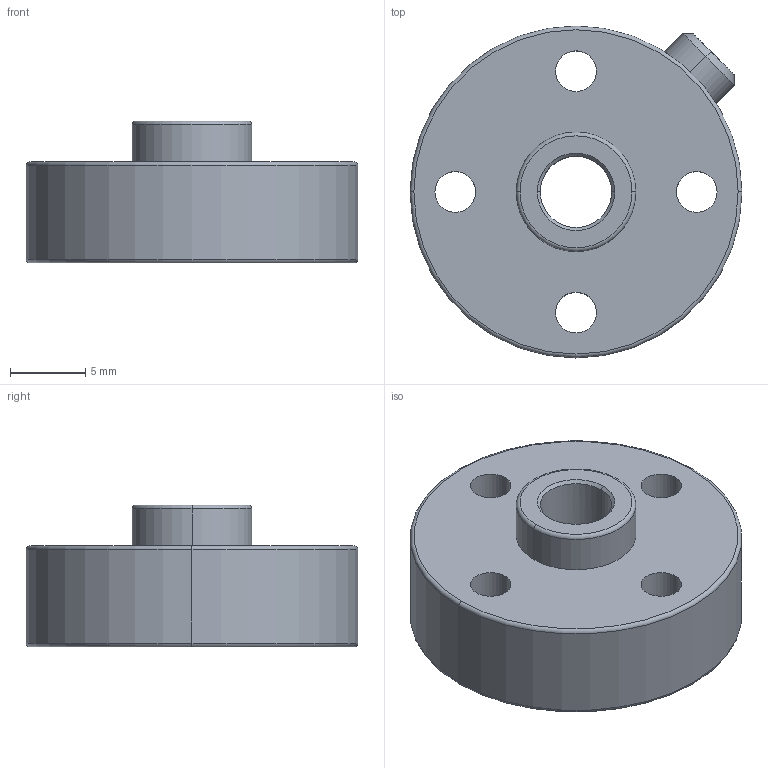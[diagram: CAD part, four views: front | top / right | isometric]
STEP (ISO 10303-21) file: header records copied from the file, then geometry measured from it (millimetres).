
FILE_DESCRIPTION (( 'STEP AP214' ), '1' );
FILE_NAME ('39172_TXM-Axle Hub With Set Screw.STEP', '2017-01-16T17:05:50', ( '' ), ( '' ), 'SwSTEP 2.0', 'SolidWorks 2016', '' );
FILE_SCHEMA (( 'AUTOMOTIVE_DESIGN' ));
Length unit declared in the file: millimetre
Products named in the file (2): 39172_TXM-Axle Hub With Set Screw
Bounding box: 22 x 22 x 9.4 mm (x, y, z)
Volume: 2369.5 mm3; surface area: 1805.3 mm2
Topology: 2 solids, 2 shells, 45 faces, 107 edges, 65 vertices
Faces by surface type: cylinder 18, plane 11, cone 10, torus 6
Entity records: 1968 total; most frequent: CARTESIAN_POINT 329, DIRECTION 245, ORIENTED_EDGE 210, EDGE_CURVE 105, AXIS2_PLACEMENT_3D 99, VERTEX_POINT 65, EDGE_LOOP 58, CIRCLE 52
